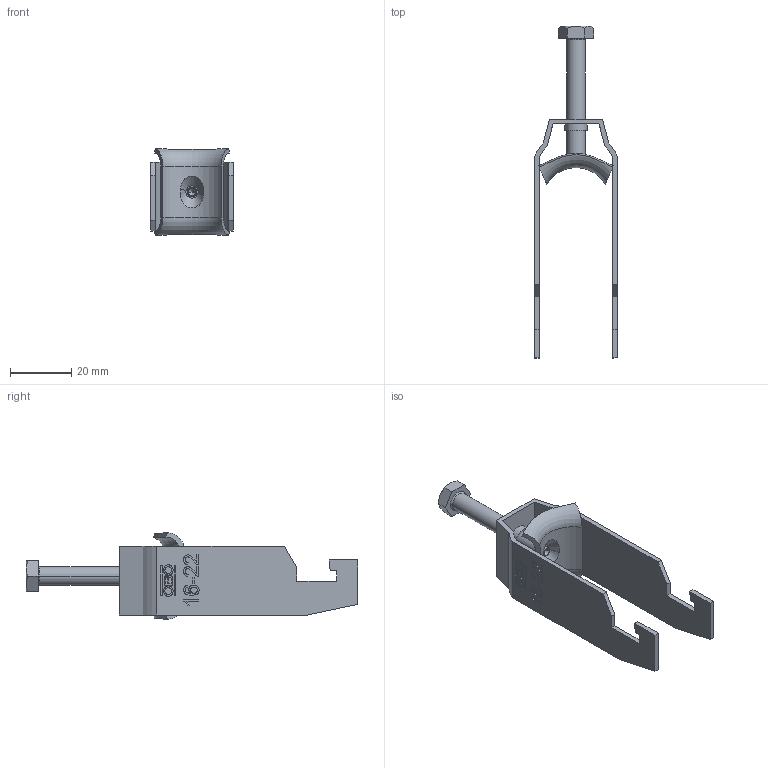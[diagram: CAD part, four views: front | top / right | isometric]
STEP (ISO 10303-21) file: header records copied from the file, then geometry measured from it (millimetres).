
FILE_DESCRIPTION (( 'STEP AP214' ), '1' );
FILE_NAME ('1186517.STEP', '2023-09-04T08:37:10', ( '' ), ( '' ), 'SwSTEP 2.0', 'SolidWorks 2022', '' );
FILE_SCHEMA (( 'AUTOMOTIVE_DESIGN' ));
Length unit declared in the file: millimetre
Products named in the file (4): 1186517; 203431_Standard; 142951_M6 x 38; 157108_2Fach
Assembly tree (3 placements, depth 2):
  1186517
    142951_M6 x 38
    203431_Standard
    157108_2Fach
Bounding box: 27 x 108.5 x 28.42 mm (x, y, z)
Volume: 7700.9 mm3; surface area: 10494.5 mm2
Topology: 3 solids, 3 shells, 227 faces, 592 edges, 392 vertices
Faces by surface type: plane 126, bspline 49, cylinder 34, cone 10, torus 8
Entity records: 13305 total; most frequent: CARTESIAN_POINT 7439, ORIENTED_EDGE 1176, DIRECTION 910, EDGE_CURVE 588, VERTEX_POINT 392, VECTOR 342, LINE 342, AXIS2_PLACEMENT_3D 284
